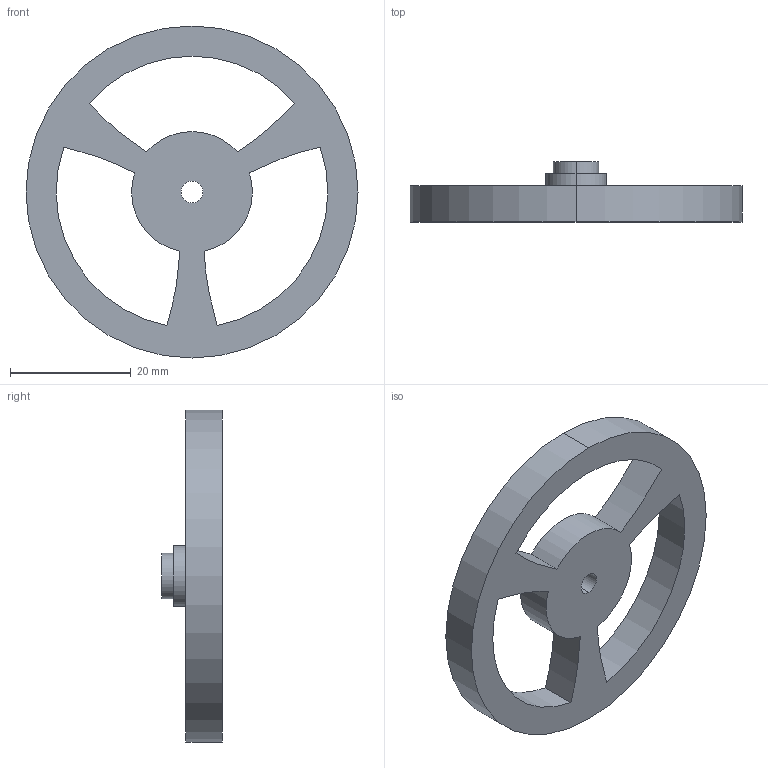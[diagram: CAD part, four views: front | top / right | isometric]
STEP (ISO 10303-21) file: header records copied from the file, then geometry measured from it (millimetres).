
FILE_DESCRIPTION (( 'STEP AP203' ), '1' );
FILE_NAME ('Rueda_Default_sldprt.STEP', '2020-12-09T15:01:27', ( '' ), ( '' ), 'SwSTEP 2.0', 'SolidWorks 2020', '' );
FILE_SCHEMA (( 'CONFIG_CONTROL_DESIGN' ));
Length unit declared in the file: millimetre
Products named in the file (1): Rueda_Default_sldprt
Bounding box: 55 x 10 x 55 mm (x, y, z)
Volume: 7923.4 mm3; surface area: 5365.7 mm2
Topology: 1 solids, 1 shells, 30 faces, 75 edges, 50 vertices
Faces by surface type: cylinder 17, plane 7, bspline 6
Entity records: 1018 total; most frequent: CARTESIAN_POINT 210, ORIENTED_EDGE 150, DIRECTION 147, EDGE_CURVE 75, AXIS2_PLACEMENT_3D 59, VERTEX_POINT 50, EDGE_LOOP 41, CIRCLE 34
